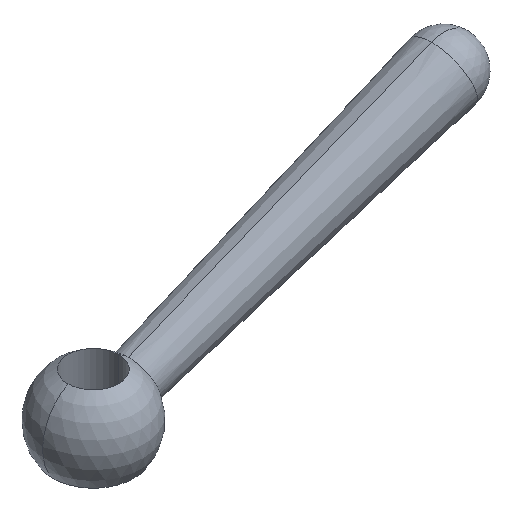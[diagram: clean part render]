
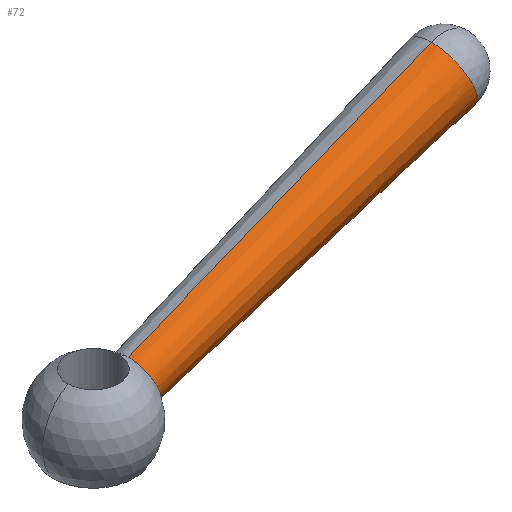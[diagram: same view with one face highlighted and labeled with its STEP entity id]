
A CAD part, isometric view. The second image highlights one B-rep face of the part: STEP entity #72.
In plain terms, the highlighted conical face has half-angle 1.777 degrees and reference radius 5.498 mm.
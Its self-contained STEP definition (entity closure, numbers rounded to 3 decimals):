
#72=ADVANCED_FACE('',(#169),#170,.T.);
#84=EDGE_CURVE('',#114,#128,#184,.T.);
#94=EDGE_CURVE('',#128,#120,#194,.T.);
#102=VERTEX_POINT('',#203);
#106=EDGE_CURVE('',#102,#114,#207,.T.);
#114=VERTEX_POINT('',#216);
#120=VERTEX_POINT('',#222);
#128=VERTEX_POINT('',#230);
#136=EDGE_CURVE('',#120,#102,#239,.T.);
#169=FACE_OUTER_BOUND('',#268,.T.);
#170=CONICAL_SURFACE('',#269,5.498,0.031);
#184=CIRCLE('',#287,6.497);
#194=LINE('',#300,#301);
#203=CARTESIAN_POINT('',(6.853,0.,13.283));
#207=LINE('',#316,#317);
#216=CARTESIAN_POINT('',(66.656,0.,37.175));
#222=CARTESIAN_POINT('',(9.931,0.,4.826));
#230=CARTESIAN_POINT('',(71.1,0.,24.964));
#239=CIRCLE('',#358,4.5);
#268=EDGE_LOOP('',(#386,#387,#388,#389));
#269=AXIS2_PLACEMENT_3D('',#390,#391,#392);
#287=AXIS2_PLACEMENT_3D('',#419,#420,#421);
#300=CARTESIAN_POINT('',(40.515,0.,14.895));
#301=VECTOR('',#428,1.0);
#316=CARTESIAN_POINT('',(36.754,0.,25.229));
#317=VECTOR('',#440,1.0);
#358=AXIS2_PLACEMENT_3D('',#472,#473,#474);
#386=ORIENTED_EDGE('',*,*,#106,.F.);
#387=ORIENTED_EDGE('',*,*,#136,.F.);
#388=ORIENTED_EDGE('',*,*,#94,.F.);
#389=ORIENTED_EDGE('',*,*,#84,.F.);
#390=CARTESIAN_POINT('',(38.635,0.,20.062));
#391=DIRECTION('',(0.94,0.,0.342));
#392=DIRECTION('',(-0.342,0.,0.94));
#419=CARTESIAN_POINT('',(68.878,0.,31.07));
#420=DIRECTION('',(0.94,0.,0.342));
#421=DIRECTION('',(-0.342,0.,0.94));
#428=DIRECTION('',(-0.95,0.,-0.313));
#440=DIRECTION('',(0.929,0.,0.371));
#472=CARTESIAN_POINT('',(8.392,0.,9.054));
#473=DIRECTION('',(-0.94,0.,-0.342));
#474=DIRECTION('',(0.342,0.,-0.94));
